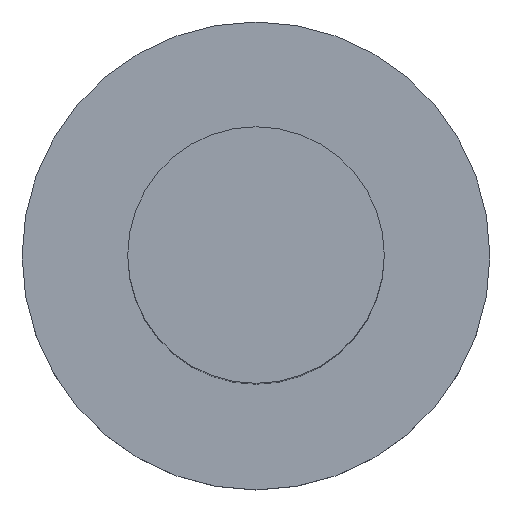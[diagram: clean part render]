
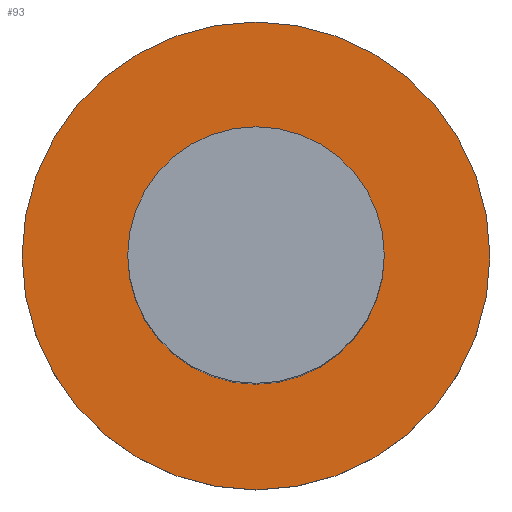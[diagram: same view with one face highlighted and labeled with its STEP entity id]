
A CAD part, top view. The second image highlights one B-rep face of the part: STEP entity #93.
In plain terms, the highlighted planar face has unit normal (0, 0, 1).
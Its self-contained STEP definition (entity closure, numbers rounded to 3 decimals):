
#2 = CARTESIAN_POINT ( 'NONE',  ( 0., 0., 2. ) ) ;
#3 = DIRECTION ( 'NONE',  ( 0., 0., 1. ) ) ;
#5 = DIRECTION ( 'NONE',  ( 1., 0., 0. ) ) ;
#10 = DIRECTION ( 'NONE',  ( 0., 0., 1. ) ) ;
#12 = CARTESIAN_POINT ( 'NONE',  ( 4.25, 0., 2. ) ) ;
#13 = EDGE_CURVE ( 'NONE', #91, #126, #101, .T. ) ;
#16 = ORIENTED_EDGE ( 'NONE', *, *, #13, .F. ) ;
#24 = AXIS2_PLACEMENT_3D ( 'NONE', #32, #10, #107 ) ;
#31 = FACE_BOUND ( 'NONE', #36, .T. ) ;
#32 = CARTESIAN_POINT ( 'NONE',  ( 0., 0., 2. ) ) ;
#35 = CARTESIAN_POINT ( 'NONE',  ( -7.75, 0., 2. ) ) ;
#36 = EDGE_LOOP ( 'NONE', ( #147, #16 ) ) ;
#47 = AXIS2_PLACEMENT_3D ( 'NONE', #70, #80, #82 ) ;
#56 = EDGE_CURVE ( 'NONE', #191, #135, #59, .T. ) ;
#59 = CIRCLE ( 'NONE', #116, 7.75 ) ;
#62 = PLANE ( 'NONE',  #133 ) ;
#70 = CARTESIAN_POINT ( 'NONE',  ( 0., 0., 2. ) ) ;
#80 = DIRECTION ( 'NONE',  ( 0., 0., 1. ) ) ;
#82 = DIRECTION ( 'NONE',  ( 1., 0., 0. ) ) ;
#91 = VERTEX_POINT ( 'NONE', #12 ) ;
#93 = ADVANCED_FACE ( 'NONE', ( #31, #178 ), #62, .T. ) ;
#101 = CIRCLE ( 'NONE', #24, 4.25 ) ;
#107 = DIRECTION ( 'NONE',  ( 1., 0., 0. ) ) ;
#111 = ORIENTED_EDGE ( 'NONE', *, *, #56, .T. ) ;
#112 = EDGE_CURVE ( 'NONE', #135, #191, #204, .T. ) ;
#116 = AXIS2_PLACEMENT_3D ( 'NONE', #128, #194, #121 ) ;
#119 = CARTESIAN_POINT ( 'NONE',  ( 7.75, 0., 2. ) ) ;
#121 = DIRECTION ( 'NONE',  ( 1., 0., 0. ) ) ;
#126 = VERTEX_POINT ( 'NONE', #176 ) ;
#128 = CARTESIAN_POINT ( 'NONE',  ( 0., 0., 2. ) ) ;
#133 = AXIS2_PLACEMENT_3D ( 'NONE', #150, #151, #171 ) ;
#135 = VERTEX_POINT ( 'NONE', #119 ) ;
#141 = AXIS2_PLACEMENT_3D ( 'NONE', #2, #3, #5 ) ;
#147 = ORIENTED_EDGE ( 'NONE', *, *, #207, .F. ) ;
#150 = CARTESIAN_POINT ( 'NONE',  ( 0., 0., 2. ) ) ;
#151 = DIRECTION ( 'NONE',  ( 0., 0., 1. ) ) ;
#159 = ORIENTED_EDGE ( 'NONE', *, *, #112, .T. ) ;
#171 = DIRECTION ( 'NONE',  ( 1., 0., 0. ) ) ;
#176 = CARTESIAN_POINT ( 'NONE',  ( -4.25, 0., 2. ) ) ;
#178 = FACE_OUTER_BOUND ( 'NONE', #197, .T. ) ;
#191 = VERTEX_POINT ( 'NONE', #35 ) ;
#194 = DIRECTION ( 'NONE',  ( 0., 0., 1. ) ) ;
#197 = EDGE_LOOP ( 'NONE', ( #111, #159 ) ) ;
#204 = CIRCLE ( 'NONE', #141, 7.75 ) ;
#207 = EDGE_CURVE ( 'NONE', #126, #91, #208, .T. ) ;
#208 = CIRCLE ( 'NONE', #47, 4.25 ) ;
